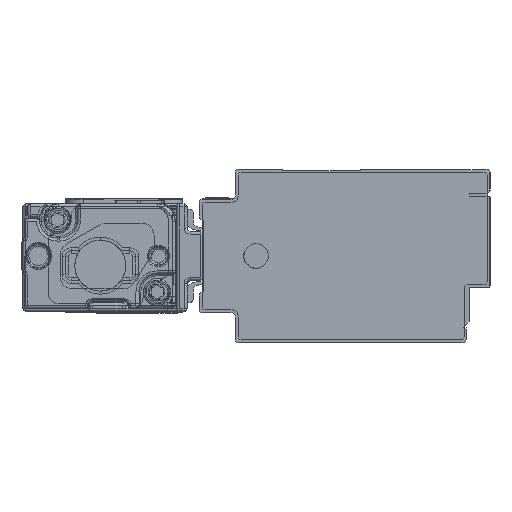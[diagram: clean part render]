
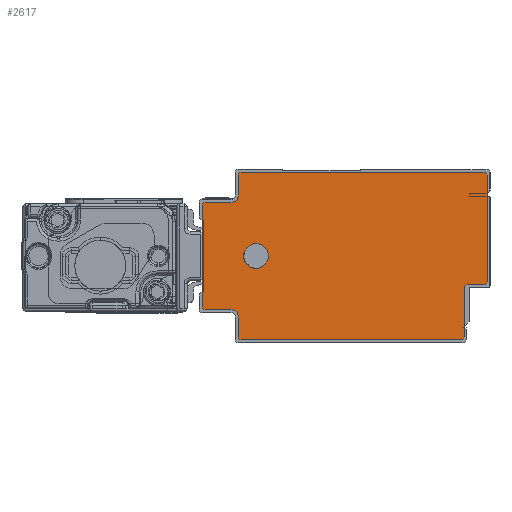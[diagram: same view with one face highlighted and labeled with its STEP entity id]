
A CAD part, left-side view. The second image highlights one B-rep face of the part: STEP entity #2617.
In plain terms, the highlighted planar face has unit normal (-1, 0, 0).
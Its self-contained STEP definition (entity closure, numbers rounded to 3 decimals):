
#1559=AXIS2_PLACEMENT_3D('Circle Axis2P3D',#1557,#1558,$) ;
#1607=AXIS2_PLACEMENT_3D('Circle Axis2P3D',#1605,#1606,$) ;
#1655=AXIS2_PLACEMENT_3D('Circle Axis2P3D',#1653,#1654,$) ;
#1703=AXIS2_PLACEMENT_3D('Circle Axis2P3D',#1701,#1702,$) ;
#2500=AXIS2_PLACEMENT_3D('Plane Axis2P3D',#2497,#2498,#2499) ;
#2504=AXIS2_PLACEMENT_3D('Circle Axis2P3D',#2502,#2503,$) ;
#2518=AXIS2_PLACEMENT_3D('Circle Axis2P3D',#2516,#2517,$) ;
#2532=AXIS2_PLACEMENT_3D('Circle Axis2P3D',#2530,#2531,$) ;
#2546=AXIS2_PLACEMENT_3D('Circle Axis2P3D',#2544,#2545,$) ;
#2560=AXIS2_PLACEMENT_3D('Circle Axis2P3D',#2558,#2559,$) ;
#2574=AXIS2_PLACEMENT_3D('Circle Axis2P3D',#2572,#2573,$) ;
#2601=AXIS2_PLACEMENT_3D('Circle Axis2P3D',#2599,#2600,$) ;
#2610=AXIS2_PLACEMENT_3D('Circle Axis2P3D',#2608,#2609,$) ;
#1510=CARTESIAN_POINT('Line Origine',(-1475.5,44.,14.5)) ;
#1514=CARTESIAN_POINT('Vertex',(-1475.5,44.,6.)) ;
#1516=CARTESIAN_POINT('Vertex',(-1475.5,44.,23.)) ;
#1557=CARTESIAN_POINT('Axis2P3D Location',(-1475.5,43.5,23.)) ;
#1561=CARTESIAN_POINT('Vertex',(-1475.5,43.5,23.5)) ;
#1581=CARTESIAN_POINT('Line Origine',(-1475.5,41.25,23.5)) ;
#1585=CARTESIAN_POINT('Vertex',(-1475.5,39.,23.5)) ;
#1605=CARTESIAN_POINT('Axis2P3D Location',(-1475.5,39.,24.5)) ;
#1609=CARTESIAN_POINT('Vertex',(-1475.5,38.,24.5)) ;
#1629=CARTESIAN_POINT('Line Origine',(-1475.5,38.,26.25)) ;
#1633=CARTESIAN_POINT('Vertex',(-1475.5,38.,28.)) ;
#1653=CARTESIAN_POINT('Axis2P3D Location',(-1475.5,37.5,28.)) ;
#1657=CARTESIAN_POINT('Vertex',(-1475.5,37.5,28.5)) ;
#1677=CARTESIAN_POINT('Line Origine',(-1475.5,17.25,28.5)) ;
#1681=CARTESIAN_POINT('Vertex',(-1475.5,-3.,28.5)) ;
#1701=CARTESIAN_POINT('Axis2P3D Location',(-1475.5,-3.,28.)) ;
#1705=CARTESIAN_POINT('Vertex',(-1475.5,-3.5,28.)) ;
#1725=CARTESIAN_POINT('Line Origine',(-1475.5,-3.5,19.1)) ;
#1729=CARTESIAN_POINT('Vertex',(-1475.5,-3.5,10.2)) ;
#2497=CARTESIAN_POINT('Axis2P3D Location',(-1475.5,0.,0.)) ;
#2502=CARTESIAN_POINT('Axis2P3D Location',(-1475.5,43.5,6.)) ;
#2506=CARTESIAN_POINT('Vertex',(-1475.5,43.5,5.5)) ;
#2509=CARTESIAN_POINT('Line Origine',(-1475.5,41.25,5.5)) ;
#2513=CARTESIAN_POINT('Vertex',(-1475.5,39.,5.5)) ;
#2516=CARTESIAN_POINT('Axis2P3D Location',(-1475.5,39.,4.5)) ;
#2520=CARTESIAN_POINT('Vertex',(-1475.5,38.,4.5)) ;
#2523=CARTESIAN_POINT('Line Origine',(-1475.5,38.,2.75)) ;
#2527=CARTESIAN_POINT('Vertex',(-1475.5,38.,1.)) ;
#2530=CARTESIAN_POINT('Axis2P3D Location',(-1475.5,37.5,1.)) ;
#2534=CARTESIAN_POINT('Vertex',(-1475.5,37.5,0.5)) ;
#2537=CARTESIAN_POINT('Line Origine',(-1475.5,19.15,0.5)) ;
#2541=CARTESIAN_POINT('Vertex',(-1475.5,0.8,0.5)) ;
#2544=CARTESIAN_POINT('Axis2P3D Location',(-1475.5,0.8,1.)) ;
#2548=CARTESIAN_POINT('Vertex',(-1475.5,0.3,1.)) ;
#2551=CARTESIAN_POINT('Line Origine',(-1475.5,0.3,5.1)) ;
#2555=CARTESIAN_POINT('Vertex',(-1475.5,0.3,9.2)) ;
#2558=CARTESIAN_POINT('Axis2P3D Location',(-1475.5,-0.2,9.2)) ;
#2562=CARTESIAN_POINT('Vertex',(-1475.5,-0.2,9.7)) ;
#2565=CARTESIAN_POINT('Line Origine',(-1475.5,-1.6,9.7)) ;
#2569=CARTESIAN_POINT('Vertex',(-1475.5,-3.,9.7)) ;
#2572=CARTESIAN_POINT('Axis2P3D Location',(-1475.5,-3.,10.2)) ;
#2599=CARTESIAN_POINT('Axis2P3D Location',(-1475.5,35.,14.5)) ;
#2603=CARTESIAN_POINT('Vertex',(-1475.5,33.186,13.509)) ;
#2605=CARTESIAN_POINT('Vertex',(-1475.5,36.814,15.491)) ;
#2608=CARTESIAN_POINT('Axis2P3D Location',(-1475.5,35.,14.5)) ;
#1511=DIRECTION('Vector Direction',(0.,0.,1.)) ;
#1558=DIRECTION('Axis2P3D Direction',(1.,0.,0.)) ;
#1582=DIRECTION('Vector Direction',(0.,1.,0.)) ;
#1606=DIRECTION('Axis2P3D Direction',(1.,0.,0.)) ;
#1630=DIRECTION('Vector Direction',(0.,0.,1.)) ;
#1654=DIRECTION('Axis2P3D Direction',(1.,0.,0.)) ;
#1678=DIRECTION('Vector Direction',(0.,1.,0.)) ;
#1702=DIRECTION('Axis2P3D Direction',(1.,0.,-0.)) ;
#1726=DIRECTION('Vector Direction',(0.,0.,-1.)) ;
#2498=DIRECTION('Axis2P3D Direction',(1.,0.,0.)) ;
#2499=DIRECTION('Axis2P3D XDirection',(0.,1.,0.)) ;
#2503=DIRECTION('Axis2P3D Direction',(1.,0.,0.)) ;
#2510=DIRECTION('Vector Direction',(0.,-1.,0.)) ;
#2517=DIRECTION('Axis2P3D Direction',(1.,0.,0.)) ;
#2524=DIRECTION('Vector Direction',(0.,0.,1.)) ;
#2531=DIRECTION('Axis2P3D Direction',(1.,0.,0.)) ;
#2538=DIRECTION('Vector Direction',(0.,-1.,0.)) ;
#2545=DIRECTION('Axis2P3D Direction',(1.,0.,0.)) ;
#2552=DIRECTION('Vector Direction',(0.,0.,-1.)) ;
#2559=DIRECTION('Axis2P3D Direction',(1.,0.,0.)) ;
#2566=DIRECTION('Vector Direction',(0.,1.,0.)) ;
#2573=DIRECTION('Axis2P3D Direction',(1.,0.,0.)) ;
#2600=DIRECTION('Axis2P3D Direction',(1.,0.,0.)) ;
#2609=DIRECTION('Axis2P3D Direction',(1.,0.,0.)) ;
#1512=VECTOR('Line Direction',#1511,1.) ;
#1583=VECTOR('Line Direction',#1582,1.) ;
#1631=VECTOR('Line Direction',#1630,1.) ;
#1679=VECTOR('Line Direction',#1678,1.) ;
#1727=VECTOR('Line Direction',#1726,1.) ;
#2511=VECTOR('Line Direction',#2510,1.) ;
#2525=VECTOR('Line Direction',#2524,1.) ;
#2539=VECTOR('Line Direction',#2538,1.) ;
#2553=VECTOR('Line Direction',#2552,1.) ;
#2567=VECTOR('Line Direction',#2566,1.) ;
#2578=ORIENTED_EDGE('',*,*,#1683,.F.) ;
#2579=ORIENTED_EDGE('',*,*,#1659,.F.) ;
#2580=ORIENTED_EDGE('',*,*,#1635,.F.) ;
#2581=ORIENTED_EDGE('',*,*,#1611,.F.) ;
#2582=ORIENTED_EDGE('',*,*,#1587,.F.) ;
#2583=ORIENTED_EDGE('',*,*,#1563,.F.) ;
#2584=ORIENTED_EDGE('',*,*,#1518,.F.) ;
#2585=ORIENTED_EDGE('',*,*,#2508,.F.) ;
#2586=ORIENTED_EDGE('',*,*,#2515,.F.) ;
#2587=ORIENTED_EDGE('',*,*,#2522,.F.) ;
#2588=ORIENTED_EDGE('',*,*,#2529,.F.) ;
#2589=ORIENTED_EDGE('',*,*,#2536,.F.) ;
#2590=ORIENTED_EDGE('',*,*,#2543,.F.) ;
#2591=ORIENTED_EDGE('',*,*,#2550,.F.) ;
#2592=ORIENTED_EDGE('',*,*,#2557,.F.) ;
#2593=ORIENTED_EDGE('',*,*,#2564,.F.) ;
#2594=ORIENTED_EDGE('',*,*,#2571,.F.) ;
#2595=ORIENTED_EDGE('',*,*,#2576,.F.) ;
#2596=ORIENTED_EDGE('',*,*,#1731,.F.) ;
#2597=ORIENTED_EDGE('',*,*,#1707,.F.) ;
#2614=ORIENTED_EDGE('',*,*,#2607,.T.) ;
#2615=ORIENTED_EDGE('',*,*,#2612,.T.) ;
#2616=FACE_BOUND('',#2613,.T.) ;
#2617=ADVANCED_FACE('\X2\FF8EFF9EFF83FF9EFF68FF70\X0\.2',(#2598,#2616),#2501,.F.) ;
#1560=CIRCLE('generated circle',#1559,0.5) ;
#1608=CIRCLE('generated circle',#1607,1.) ;
#1656=CIRCLE('generated circle',#1655,0.5) ;
#1704=CIRCLE('generated circle',#1703,0.5) ;
#2505=CIRCLE('generated circle',#2504,0.5) ;
#2519=CIRCLE('generated circle',#2518,1.) ;
#2533=CIRCLE('generated circle',#2532,0.5) ;
#2547=CIRCLE('generated circle',#2546,0.5) ;
#2561=CIRCLE('generated circle',#2560,0.5) ;
#2575=CIRCLE('generated circle',#2574,0.5) ;
#2602=CIRCLE('generated circle',#2601,2.067) ;
#2611=CIRCLE('generated circle',#2610,2.067) ;
#1518=EDGE_CURVE('',#1515,#1517,#1513,.T.) ;
#1563=EDGE_CURVE('',#1517,#1562,#1560,.T.) ;
#1587=EDGE_CURVE('',#1562,#1586,#1584,.F.) ;
#1611=EDGE_CURVE('',#1586,#1610,#1608,.F.) ;
#1635=EDGE_CURVE('',#1610,#1634,#1632,.T.) ;
#1659=EDGE_CURVE('',#1634,#1658,#1656,.T.) ;
#1683=EDGE_CURVE('',#1658,#1682,#1680,.F.) ;
#1707=EDGE_CURVE('',#1682,#1706,#1704,.T.) ;
#1731=EDGE_CURVE('',#1706,#1730,#1728,.T.) ;
#2508=EDGE_CURVE('',#2507,#1515,#2505,.T.) ;
#2515=EDGE_CURVE('',#2514,#2507,#2512,.F.) ;
#2522=EDGE_CURVE('',#2521,#2514,#2519,.F.) ;
#2529=EDGE_CURVE('',#2528,#2521,#2526,.T.) ;
#2536=EDGE_CURVE('',#2535,#2528,#2533,.T.) ;
#2543=EDGE_CURVE('',#2542,#2535,#2540,.F.) ;
#2550=EDGE_CURVE('',#2549,#2542,#2547,.T.) ;
#2557=EDGE_CURVE('',#2556,#2549,#2554,.T.) ;
#2564=EDGE_CURVE('',#2563,#2556,#2561,.F.) ;
#2571=EDGE_CURVE('',#2570,#2563,#2568,.T.) ;
#2576=EDGE_CURVE('',#1730,#2570,#2575,.T.) ;
#2607=EDGE_CURVE('',#2604,#2606,#2602,.T.) ;
#2612=EDGE_CURVE('',#2606,#2604,#2611,.T.) ;
#2577=EDGE_LOOP('',(#2578,#2579,#2580,#2581,#2582,#2583,#2584,#2585,#2586,#2587,#2588,#2589,#2590,#2591,#2592,#2593,#2594,#2595,#2596,#2597)) ;
#2613=EDGE_LOOP('',(#2614,#2615)) ;
#2598=FACE_OUTER_BOUND('',#2577,.T.) ;
#1513=LINE('Line',#1510,#1512) ;
#1584=LINE('Line',#1581,#1583) ;
#1632=LINE('Line',#1629,#1631) ;
#1680=LINE('Line',#1677,#1679) ;
#1728=LINE('Line',#1725,#1727) ;
#2512=LINE('Line',#2509,#2511) ;
#2526=LINE('Line',#2523,#2525) ;
#2540=LINE('Line',#2537,#2539) ;
#2554=LINE('Line',#2551,#2553) ;
#2568=LINE('Line',#2565,#2567) ;
#2501=PLANE('Plane',#2500) ;
#1515=VERTEX_POINT('',#1514) ;
#1517=VERTEX_POINT('',#1516) ;
#1562=VERTEX_POINT('',#1561) ;
#1586=VERTEX_POINT('',#1585) ;
#1610=VERTEX_POINT('',#1609) ;
#1634=VERTEX_POINT('',#1633) ;
#1658=VERTEX_POINT('',#1657) ;
#1682=VERTEX_POINT('',#1681) ;
#1706=VERTEX_POINT('',#1705) ;
#1730=VERTEX_POINT('',#1729) ;
#2507=VERTEX_POINT('',#2506) ;
#2514=VERTEX_POINT('',#2513) ;
#2521=VERTEX_POINT('',#2520) ;
#2528=VERTEX_POINT('',#2527) ;
#2535=VERTEX_POINT('',#2534) ;
#2542=VERTEX_POINT('',#2541) ;
#2549=VERTEX_POINT('',#2548) ;
#2556=VERTEX_POINT('',#2555) ;
#2563=VERTEX_POINT('',#2562) ;
#2570=VERTEX_POINT('',#2569) ;
#2604=VERTEX_POINT('',#2603) ;
#2606=VERTEX_POINT('',#2605) ;
